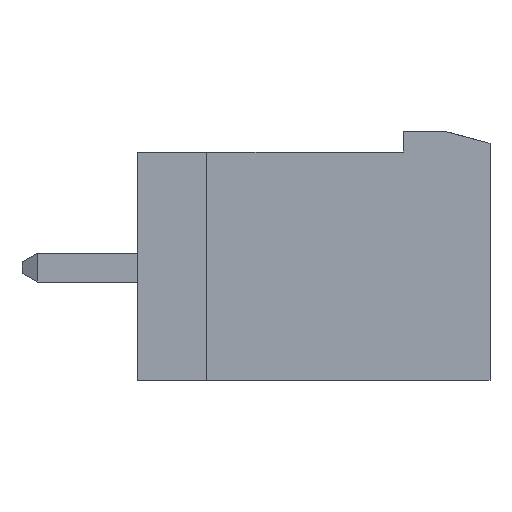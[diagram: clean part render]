
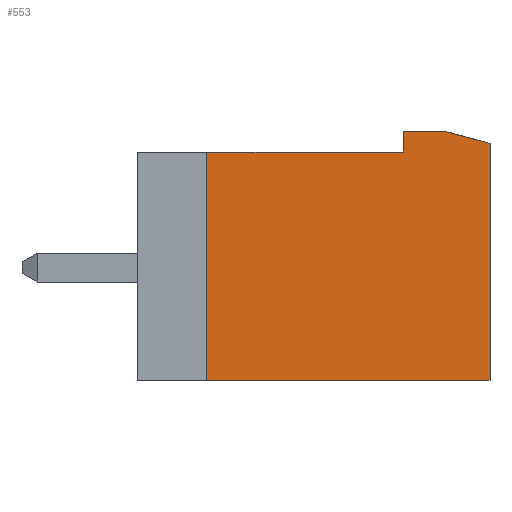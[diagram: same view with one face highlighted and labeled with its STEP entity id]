
A CAD part, front view. The second image highlights one B-rep face of the part: STEP entity #553.
In plain terms, the highlighted planar face has unit normal (0, -1, 0).
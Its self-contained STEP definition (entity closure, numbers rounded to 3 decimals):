
#553 = ADVANCED_FACE( '', ( #1137 ), #1138, .F. );
#1137 = FACE_OUTER_BOUND( '', #1721, .T. );
#1138 = PLANE( '', #1722 );
#1721 = EDGE_LOOP( '', ( #3295, #3296, #3297, #3298, #3299, #3300, #3301 ) );
#1722 = AXIS2_PLACEMENT_3D( '', #3302, #3303, #3304 );
#3295 = ORIENTED_EDGE( '', *, *, #3886, .T. );
#3296 = ORIENTED_EDGE( '', *, *, #3916, .T. );
#3297 = ORIENTED_EDGE( '', *, *, #3897, .T. );
#3298 = ORIENTED_EDGE( '', *, *, #3988, .T. );
#3299 = ORIENTED_EDGE( '', *, *, #3569, .T. );
#3300 = ORIENTED_EDGE( '', *, *, #3801, .T. );
#3301 = ORIENTED_EDGE( '', *, *, #3554, .T. );
#3302 = CARTESIAN_POINT( '', ( 0., -31.48, 30.7 ) );
#3303 = DIRECTION( '', ( 0., 1., 0. ) );
#3304 = DIRECTION( '', ( -1., 0., 0. ) );
#3554 = EDGE_CURVE( '', #4311, #4309, #4312, .T. );
#3569 = EDGE_CURVE( '', #4338, #4336, #4339, .T. );
#3801 = EDGE_CURVE( '', #4336, #4311, #4683, .T. );
#3886 = EDGE_CURVE( '', #4309, #4794, #4796, .T. );
#3897 = EDGE_CURVE( '', #4808, #4809, #4810, .T. );
#3916 = EDGE_CURVE( '', #4794, #4808, #4832, .T. );
#3988 = EDGE_CURVE( '', #4809, #4338, #4908, .T. );
#4309 = VERTEX_POINT( '', #5366 );
#4311 = VERTEX_POINT( '', #5369 );
#4312 = LINE( '', #5370, #5371 );
#4336 = VERTEX_POINT( '', #5403 );
#4338 = VERTEX_POINT( '', #5406 );
#4339 = LINE( '', #5407, #5408 );
#4683 = LINE( '', #5921, #5922 );
#4794 = VERTEX_POINT( '', #6087 );
#4796 = LINE( '', #6090, #6091 );
#4808 = VERTEX_POINT( '', #6110 );
#4809 = VERTEX_POINT( '', #6111 );
#4810 = LINE( '', #6112, #6113 );
#4832 = LINE( '', #6148, #6149 );
#4908 = LINE( '', #6259, #6260 );
#5366 = CARTESIAN_POINT( '', ( 0., -31.48, 30.7 ) );
#5369 = CARTESIAN_POINT( '', ( 1.507, -31.48, 30.7 ) );
#5370 = CARTESIAN_POINT( '', ( 0., -31.48, 30.7 ) );
#5371 = VECTOR( '', #6438, 1000. );
#5403 = CARTESIAN_POINT( '', ( 3., -31.48, 30.3 ) );
#5406 = CARTESIAN_POINT( '', ( 3., -31.48, 22.1 ) );
#5407 = CARTESIAN_POINT( '', ( 3., -31.48, 30.3 ) );
#5408 = VECTOR( '', #6460, 1000. );
#5921 = CARTESIAN_POINT( '', ( 1.507, -31.48, 30.7 ) );
#5922 = VECTOR( '', #6651, 1000. );
#6087 = CARTESIAN_POINT( '', ( 0., -31.48, 30. ) );
#6090 = CARTESIAN_POINT( '', ( 0., -31.48, 30.2 ) );
#6091 = VECTOR( '', #6722, 1000. );
#6110 = CARTESIAN_POINT( '', ( -6.8, -31.48, 30. ) );
#6111 = CARTESIAN_POINT( '', ( -6.8, -31.48, 22.1 ) );
#6112 = CARTESIAN_POINT( '', ( -6.8, -31.48, 22.1 ) );
#6113 = VECTOR( '', #6727, 1000. );
#6148 = CARTESIAN_POINT( '', ( -6.8, -31.48, 30. ) );
#6149 = VECTOR( '', #6741, 1000. );
#6259 = CARTESIAN_POINT( '', ( 3., -31.48, 22.1 ) );
#6260 = VECTOR( '', #6773, 1000. );
#6438 = DIRECTION( '', ( -1., 0., 0. ) );
#6460 = DIRECTION( '', ( 0., 0., 1. ) );
#6651 = DIRECTION( '', ( -0.966, 0., 0.259 ) );
#6722 = DIRECTION( '', ( 0., 0., -1. ) );
#6727 = DIRECTION( '', ( 0., 0., -1. ) );
#6741 = DIRECTION( '', ( -1., 0., 0. ) );
#6773 = DIRECTION( '', ( 1., 0., 0. ) );
